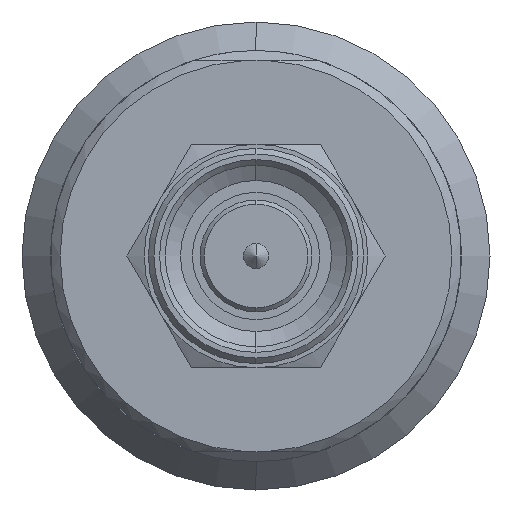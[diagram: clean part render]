
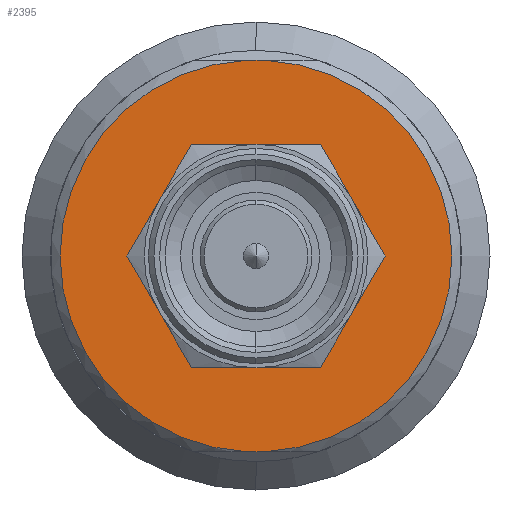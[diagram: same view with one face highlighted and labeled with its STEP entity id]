
A CAD part, left-side view. The second image highlights one B-rep face of the part: STEP entity #2395.
In plain terms, the highlighted planar face has unit normal (-1, 0, 0).
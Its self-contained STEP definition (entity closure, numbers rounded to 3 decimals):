
#250 = EDGE_CURVE ( 'NONE', #2919, #3702, #980, .T. ) ;
#315 = EDGE_CURVE ( 'NONE', #2919, #3744, #1594, .T. ) ;
#381 = VERTEX_POINT ( 'NONE', #2023 ) ;
#557 = AXIS2_PLACEMENT_3D ( 'NONE', #1743, #3188, #4556 ) ;
#607 = AXIS2_PLACEMENT_3D ( 'NONE', #3758, #1215, #2962 ) ;
#631 = CIRCLE ( 'NONE', #2890, 3.2 ) ;
#980 = CIRCLE ( 'NONE', #607, 7.01 ) ;
#1215 = DIRECTION ( 'NONE',  ( -1., 0., 0. ) ) ;
#1244 = CARTESIAN_POINT ( 'NONE',  ( -4.167, 0., 7. ) ) ;
#1283 = ORIENTED_EDGE ( 'NONE', *, *, #315, .F. ) ;
#1464 = EDGE_CURVE ( 'NONE', #2701, #3702, #2311, .T. ) ;
#1594 = LINE ( 'NONE', #1244, #4378 ) ;
#1619 = DIRECTION ( 'NONE',  ( 0., -1., 0. ) ) ;
#1737 = CARTESIAN_POINT ( 'NONE',  ( -4.167, 0., 0. ) ) ;
#1743 = CARTESIAN_POINT ( 'NONE',  ( -4.167, 0., 0. ) ) ;
#1751 = CIRCLE ( 'NONE', #557, 7.01 ) ;
#1760 = DIRECTION ( 'NONE',  ( -1., 0., 0. ) ) ;
#1862 = CARTESIAN_POINT ( 'NONE',  ( -4.167, 0.372, -7. ) ) ;
#1893 = VERTEX_POINT ( 'NONE', #4126 ) ;
#1922 = CARTESIAN_POINT ( 'NONE',  ( -4.167, 0.372, 7. ) ) ;
#1974 = CARTESIAN_POINT ( 'NONE',  ( -4.167, 0., 0. ) ) ;
#1994 = AXIS2_PLACEMENT_3D ( 'NONE', #1974, #3397, #2715 ) ;
#2023 = CARTESIAN_POINT ( 'NONE',  ( -4.167, 0., -3.2 ) ) ;
#2030 = PLANE ( 'NONE',  #3037 ) ;
#2053 = ORIENTED_EDGE ( 'NONE', *, *, #3663, .T. ) ;
#2122 = FACE_BOUND ( 'NONE', #4291, .T. ) ;
#2241 = DIRECTION ( 'NONE',  ( 0., 1., 0. ) ) ;
#2311 = LINE ( 'NONE', #2588, #3750 ) ;
#2395 = ADVANCED_FACE ( 'NONE', ( #4216, #2122 ), #2030, .T. ) ;
#2536 = CARTESIAN_POINT ( 'NONE',  ( -4.167, -0.372, 7. ) ) ;
#2588 = CARTESIAN_POINT ( 'NONE',  ( -4.167, 0., -7. ) ) ;
#2701 = VERTEX_POINT ( 'NONE', #3533 ) ;
#2715 = DIRECTION ( 'NONE',  ( 0., 0., 1. ) ) ;
#2765 = ORIENTED_EDGE ( 'NONE', *, *, #3876, .F. ) ;
#2890 = AXIS2_PLACEMENT_3D ( 'NONE', #3767, #3365, #3409 ) ;
#2919 = VERTEX_POINT ( 'NONE', #1922 ) ;
#2947 = ORIENTED_EDGE ( 'NONE', *, *, #2977, .F. ) ;
#2962 = DIRECTION ( 'NONE',  ( 0., 0., 1. ) ) ;
#2966 = CIRCLE ( 'NONE', #1994, 3.2 ) ;
#2977 = EDGE_CURVE ( 'NONE', #381, #1893, #2966, .T. ) ;
#3037 = AXIS2_PLACEMENT_3D ( 'NONE', #1737, #1760, #3537 ) ;
#3188 = DIRECTION ( 'NONE',  ( -1., 0., 0. ) ) ;
#3365 = DIRECTION ( 'NONE',  ( -1., 0., 0. ) ) ;
#3397 = DIRECTION ( 'NONE',  ( -1., 0., 0. ) ) ;
#3409 = DIRECTION ( 'NONE',  ( 0., 0., 1. ) ) ;
#3533 = CARTESIAN_POINT ( 'NONE',  ( -4.167, -0.372, -7. ) ) ;
#3537 = DIRECTION ( 'NONE',  ( 0., 0., 1. ) ) ;
#3663 = EDGE_CURVE ( 'NONE', #2701, #3744, #1751, .T. ) ;
#3702 = VERTEX_POINT ( 'NONE', #1862 ) ;
#3744 = VERTEX_POINT ( 'NONE', #2536 ) ;
#3750 = VECTOR ( 'NONE', #2241, 1000. ) ;
#3758 = CARTESIAN_POINT ( 'NONE',  ( -4.167, 0., 0. ) ) ;
#3767 = CARTESIAN_POINT ( 'NONE',  ( -4.167, 0., 0. ) ) ;
#3876 = EDGE_CURVE ( 'NONE', #1893, #381, #631, .T. ) ;
#4126 = CARTESIAN_POINT ( 'NONE',  ( -4.167, 0., 3.2 ) ) ;
#4131 = EDGE_LOOP ( 'NONE', ( #1283, #4305, #4322, #2053 ) ) ;
#4216 = FACE_OUTER_BOUND ( 'NONE', #4131, .T. ) ;
#4291 = EDGE_LOOP ( 'NONE', ( #2765, #2947 ) ) ;
#4305 = ORIENTED_EDGE ( 'NONE', *, *, #250, .T. ) ;
#4322 = ORIENTED_EDGE ( 'NONE', *, *, #1464, .F. ) ;
#4378 = VECTOR ( 'NONE', #1619, 1000. ) ;
#4556 = DIRECTION ( 'NONE',  ( 0., 0., 1. ) ) ;
